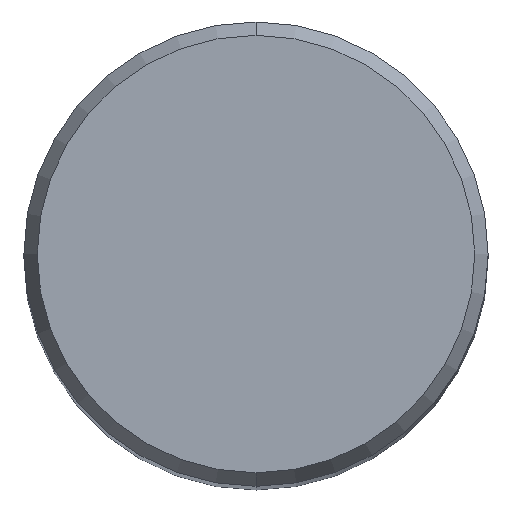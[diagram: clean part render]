
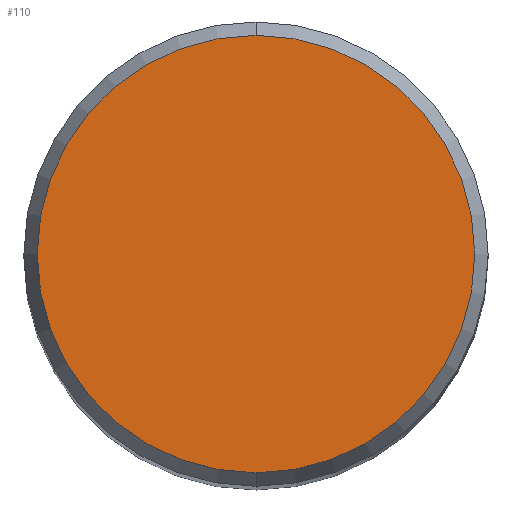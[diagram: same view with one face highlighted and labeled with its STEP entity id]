
A CAD part, top view. The second image highlights one B-rep face of the part: STEP entity #110.
In plain terms, the highlighted planar face has unit normal (0, 0, 1).
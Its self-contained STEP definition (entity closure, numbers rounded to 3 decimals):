
#72=EDGE_CURVE('',#94,#106,#176,.T.);
#94=VERTEX_POINT('',#200);
#106=VERTEX_POINT('',#213);
#110=ADVANCED_FACE('',(#218),#219,.T.);
#132=EDGE_CURVE('',#106,#94,#247,.T.);
#176=CIRCLE('',#286,7.479);
#200=CARTESIAN_POINT('',(0.,-7.479,0.));
#213=CARTESIAN_POINT('',(0.0,7.479,0.));
#218=FACE_OUTER_BOUND('',#337,.T.);
#219=PLANE('',#338);
#247=CIRCLE('',#371,7.479);
#286=AXIS2_PLACEMENT_3D('',#409,#410,#411);
#337=EDGE_LOOP('',(#460,#461));
#338=AXIS2_PLACEMENT_3D('',#462,#463,#464);
#371=AXIS2_PLACEMENT_3D('',#512,#513,#514);
#409=CARTESIAN_POINT('',(0.0,0.0,0.));
#410=DIRECTION('',(0.0,0.0,-1.0));
#411=DIRECTION('',(0.0,1.0,0.0));
#460=ORIENTED_EDGE('',*,*,#132,.F.);
#461=ORIENTED_EDGE('',*,*,#72,.F.);
#462=CARTESIAN_POINT('',(0.0,3.74,0.));
#463=DIRECTION('',(-0.0,0.0,1.0));
#464=DIRECTION('',(0.0,-1.0,0.0));
#512=CARTESIAN_POINT('',(0.0,0.0,0.));
#513=DIRECTION('',(0.0,0.0,-1.0));
#514=DIRECTION('',(0.0,1.0,0.0));
